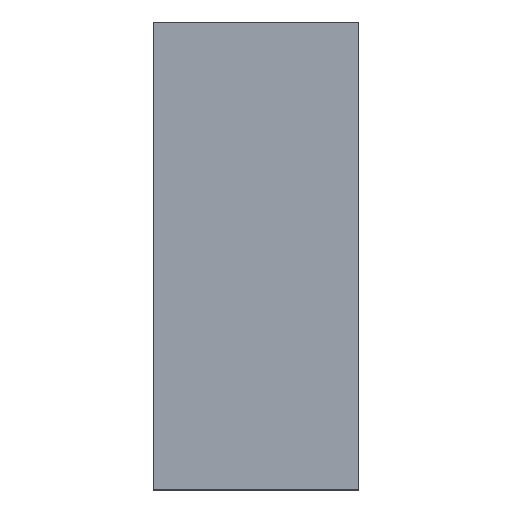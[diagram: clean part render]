
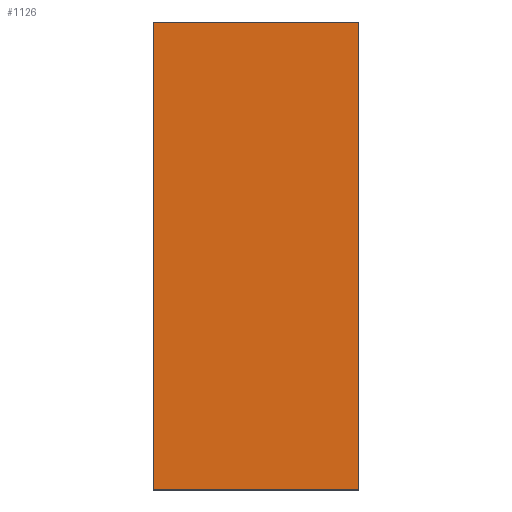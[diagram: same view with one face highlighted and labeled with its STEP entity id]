
A CAD part, top view. The second image highlights one B-rep face of the part: STEP entity #1126.
In plain terms, the highlighted face is planar.
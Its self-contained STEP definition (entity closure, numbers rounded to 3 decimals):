
#22 = CARTESIAN_POINT ( 'NONE',  ( -1547.224, -376., 499.914 ) ) ;
#95 = VECTOR ( 'NONE', #297, 1000. ) ;
#142 = EDGE_LOOP ( 'NONE', ( #785, #977, #528, #1093 ) ) ;
#248 = DIRECTION ( 'NONE',  ( 0., 0., -1. ) ) ;
#260 = DIRECTION ( 'NONE',  ( 0., -1., 0. ) ) ;
#272 = DIRECTION ( 'NONE',  ( 0., 0., -1. ) ) ;
#297 = DIRECTION ( 'NONE',  ( 0., 0., 1. ) ) ;
#310 = CARTESIAN_POINT ( 'NONE',  ( -1547.224, -376., 499.914 ) ) ;
#338 = DIRECTION ( 'NONE',  ( 1., 0., 0. ) ) ;
#355 = FACE_OUTER_BOUND ( 'NONE', #142, .T. ) ;
#408 = VECTOR ( 'NONE', #248, 1000. ) ;
#429 = VERTEX_POINT ( 'NONE', #711 ) ;
#433 = LINE ( 'NONE', #442, #408 ) ;
#442 = CARTESIAN_POINT ( 'NONE',  ( 727.413, -376., 499.914 ) ) ;
#526 = LINE ( 'NONE', #1272, #654 ) ;
#528 = ORIENTED_EDGE ( 'NONE', *, *, #1000, .F. ) ;
#631 = EDGE_CURVE ( 'NONE', #1011, #1084, #433, .T. ) ;
#654 = VECTOR ( 'NONE', #844, 1000. ) ;
#711 = CARTESIAN_POINT ( 'NONE',  ( -1547.224, -376., -499.914 ) ) ;
#717 = LINE ( 'NONE', #22, #1308 ) ;
#725 = CARTESIAN_POINT ( 'NONE',  ( -1547.224, -376., 499.914 ) ) ;
#785 = ORIENTED_EDGE ( 'NONE', *, *, #631, .F. ) ;
#844 = DIRECTION ( 'NONE',  ( -1., 0., 0. ) ) ;
#916 = CARTESIAN_POINT ( 'NONE',  ( 0., -376., 0. ) ) ;
#932 = PLANE ( 'NONE',  #1242 ) ;
#937 = EDGE_CURVE ( 'NONE', #1084, #429, #526, .T. ) ;
#970 = CARTESIAN_POINT ( 'NONE',  ( 727.413, -376., 499.914 ) ) ;
#977 = ORIENTED_EDGE ( 'NONE', *, *, #1294, .F. ) ;
#1000 = EDGE_CURVE ( 'NONE', #429, #1065, #1206, .T. ) ;
#1011 = VERTEX_POINT ( 'NONE', #970 ) ;
#1065 = VERTEX_POINT ( 'NONE', #725 ) ;
#1084 = VERTEX_POINT ( 'NONE', #1245 ) ;
#1093 = ORIENTED_EDGE ( 'NONE', *, *, #937, .F. ) ;
#1126 = ADVANCED_FACE ( 'NONE', ( #355 ), #932, .T. ) ;
#1206 = LINE ( 'NONE', #310, #95 ) ;
#1242 = AXIS2_PLACEMENT_3D ( 'NONE', #916, #260, #272 ) ;
#1245 = CARTESIAN_POINT ( 'NONE',  ( 727.413, -376., -499.914 ) ) ;
#1272 = CARTESIAN_POINT ( 'NONE',  ( -1547.224, -376., -499.914 ) ) ;
#1294 = EDGE_CURVE ( 'NONE', #1065, #1011, #717, .T. ) ;
#1308 = VECTOR ( 'NONE', #338, 1000. ) ;
